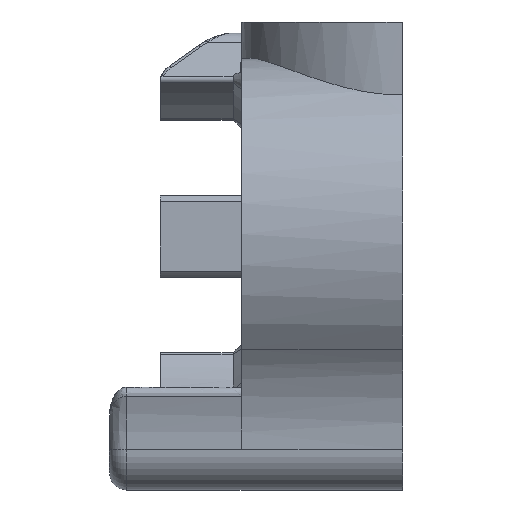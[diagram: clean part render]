
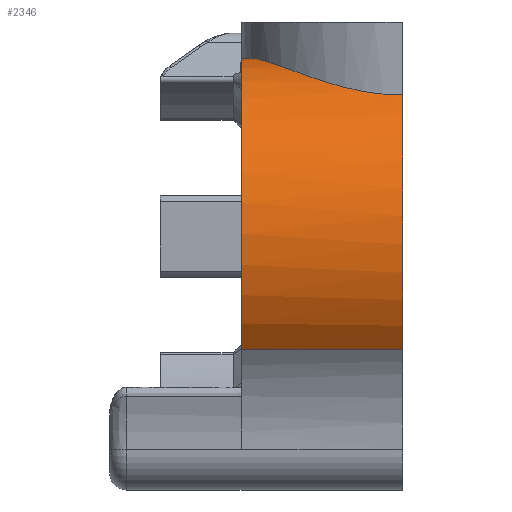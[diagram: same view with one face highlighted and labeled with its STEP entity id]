
A CAD part, front view. The second image highlights one B-rep face of the part: STEP entity #2346.
In plain terms, the highlighted cylindrical face has radius 16.6 mm (diameter 33.2 mm), a partial arc.
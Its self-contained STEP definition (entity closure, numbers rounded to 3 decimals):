
#122=CIRCLE('',#2505,16.6);
#127=CIRCLE('',#2514,16.6);
#223=LINE('',#3931,#370);
#238=LINE('',#4090,#385);
#370=VECTOR('',#2757,10.);
#385=VECTOR('',#2802,10.);
#513=CYLINDRICAL_SURFACE('',#2513,16.6);
#577=FACE_OUTER_BOUND('',#718,.T.);
#718=EDGE_LOOP('',(#1665,#1666,#1667,#1668,#1669));
#862=B_SPLINE_CURVE_WITH_KNOTS('',3,(#4071,#4072,#4073,#4074,#4075,#4076,
#4077,#4078,#4079,#4080,#4081,#4082,#4083,#4084,#4085,#4086,#4087,#4088),
 .UNSPECIFIED.,.F.,.F.,(4,2,2,2,2,2,2,2,4),(-9.998,-9.719,
-9.44,-8.881,-8.604,-8.327,
-8.107,-7.888,-7.874),.UNSPECIFIED.);
#969=VERTEX_POINT('',#3913);
#971=VERTEX_POINT('',#3920);
#976=VERTEX_POINT('',#4007);
#991=VERTEX_POINT('',#4070);
#992=VERTEX_POINT('',#4089);
#1219=EDGE_CURVE('',#969,#971,#223,.T.);
#1230=EDGE_CURVE('',#976,#971,#122,.T.);
#1248=EDGE_CURVE('',#976,#991,#862,.T.);
#1249=EDGE_CURVE('',#991,#992,#238,.T.);
#1250=EDGE_CURVE('',#969,#992,#127,.T.);
#1665=ORIENTED_EDGE('',*,*,#1219,.T.);
#1666=ORIENTED_EDGE('',*,*,#1230,.F.);
#1667=ORIENTED_EDGE('',*,*,#1248,.T.);
#1668=ORIENTED_EDGE('',*,*,#1249,.T.);
#1669=ORIENTED_EDGE('',*,*,#1250,.F.);
#2346=ADVANCED_FACE('',(#577),#513,.T.);
#2505=AXIS2_PLACEMENT_3D('',#4009,#2775,#2776);
#2513=AXIS2_PLACEMENT_3D('',#4069,#2800,#2801);
#2514=AXIS2_PLACEMENT_3D('',#4091,#2803,#2804);
#2757=DIRECTION('',(1.,0.,0.));
#2775=DIRECTION('center_axis',(1.,0.,0.));
#2776=DIRECTION('ref_axis',(0.,0.,-1.));
#2800=DIRECTION('center_axis',(1.,0.,0.));
#2801=DIRECTION('ref_axis',(0.,-1.,0.));
#2802=DIRECTION('',(-1.,0.,0.));
#2803=DIRECTION('center_axis',(-1.,0.,0.));
#2804=DIRECTION('ref_axis',(0.,0.,-1.));
#3913=CARTESIAN_POINT('',(-15.,-12.835,-10.527));
#3920=CARTESIAN_POINT('',(0.,-12.835,-10.527));
#3931=CARTESIAN_POINT('',(0.,-12.835,-10.527));
#4007=CARTESIAN_POINT('',(0.,-10.081,13.188));
#4009=CARTESIAN_POINT('Origin',(0.,0.,0.));
#4069=CARTESIAN_POINT('Origin',(0.,0.,0.));
#4070=CARTESIAN_POINT('',(-14.897,3.164,16.296));
#4071=CARTESIAN_POINT('Ctrl Pts',(0.,-10.081,13.188));
#4072=CARTESIAN_POINT('Ctrl Pts',(-0.931,-10.081,
13.188));
#4073=CARTESIAN_POINT('Ctrl Pts',(-1.884,-9.993,13.257));
#4074=CARTESIAN_POINT('Ctrl Pts',(-3.765,-9.633,13.521));
#4075=CARTESIAN_POINT('Ctrl Pts',(-4.694,-9.36,13.716));
#4076=CARTESIAN_POINT('Ctrl Pts',(-7.361,-8.291,14.406));
#4077=CARTESIAN_POINT('Ctrl Pts',(-8.981,-7.23,15.001));
#4078=CARTESIAN_POINT('Ctrl Pts',(-10.939,-5.384,15.716));
#4079=CARTESIAN_POINT('Ctrl Pts',(-11.594,-4.65,15.957));
#4080=CARTESIAN_POINT('Ctrl Pts',(-12.747,-3.049,16.338));
#4081=CARTESIAN_POINT('Ctrl Pts',(-13.245,-2.182,16.477));
#4082=CARTESIAN_POINT('Ctrl Pts',(-13.934,-0.682,
16.599));
#4083=CARTESIAN_POINT('Ctrl Pts',(-14.202,0.031,
16.616));
#4084=CARTESIAN_POINT('Ctrl Pts',(-14.627,1.507,16.548));
#4085=CARTESIAN_POINT('Ctrl Pts',(-14.784,2.269,16.462));
#4086=CARTESIAN_POINT('Ctrl Pts',(-14.886,3.074,16.313));
#4087=CARTESIAN_POINT('Ctrl Pts',(-14.892,3.119,16.304));
#4088=CARTESIAN_POINT('Ctrl Pts',(-14.897,3.164,16.296));
#4089=CARTESIAN_POINT('',(-15.,3.164,16.296));
#4090=CARTESIAN_POINT('',(0.,3.164,16.296));
#4091=CARTESIAN_POINT('Origin',(-15.,0.,0.));
